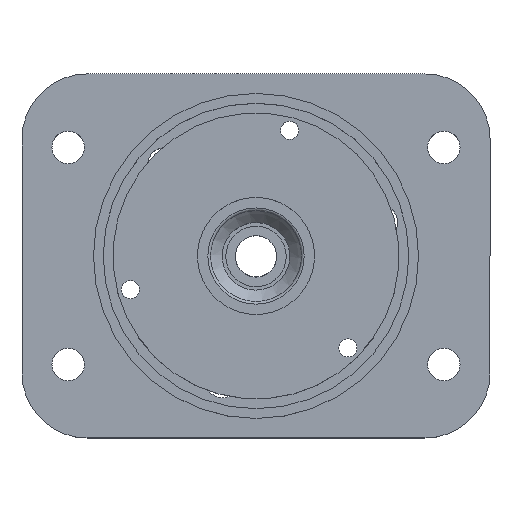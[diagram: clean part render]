
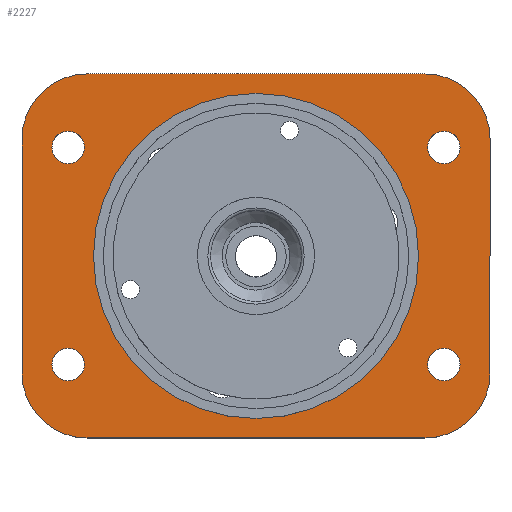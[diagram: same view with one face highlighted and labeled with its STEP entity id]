
A CAD part, top view. The second image highlights one B-rep face of the part: STEP entity #2227.
In plain terms, the highlighted planar face has unit normal (0, 0, 1).
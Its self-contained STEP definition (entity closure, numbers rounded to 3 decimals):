
#69 = FACE_BOUND ( 'NONE', #3848, .T. ) ;
#151 = ORIENTED_EDGE ( 'NONE', *, *, #4194, .T. ) ;
#172 = CARTESIAN_POINT ( 'NONE',  ( 13., -14., 11.7 ) ) ;
#197 = AXIS2_PLACEMENT_3D ( 'NONE', #293, #3827, #794 ) ;
#283 = CARTESIAN_POINT ( 'NONE',  ( 14.45, -8.35, 11.7 ) ) ;
#284 = CARTESIAN_POINT ( 'NONE',  ( 18., -9., 11.7 ) ) ;
#293 = CARTESIAN_POINT ( 'NONE',  ( -14.45, -8.35, 11.7 ) ) ;
#316 = DIRECTION ( 'NONE',  ( 0., 0., 1. ) ) ;
#346 = LINE ( 'NONE', #2103, #3069 ) ;
#387 = CARTESIAN_POINT ( 'NONE',  ( 13., 14., 11.7 ) ) ;
#411 = ORIENTED_EDGE ( 'NONE', *, *, #778, .F. ) ;
#422 = ORIENTED_EDGE ( 'NONE', *, *, #4622, .T. ) ;
#435 = DIRECTION ( 'NONE',  ( 0., 0., 1. ) ) ;
#463 = VERTEX_POINT ( 'NONE', #1981 ) ;
#494 = AXIS2_PLACEMENT_3D ( 'NONE', #3470, #435, #3974 ) ;
#604 = DIRECTION ( 'NONE',  ( 0., -1., 0. ) ) ;
#747 = CARTESIAN_POINT ( 'NONE',  ( -13.2, -8.35, 11.7 ) ) ;
#778 = EDGE_CURVE ( 'NONE', #6507, #6507, #3766, .T. ) ;
#783 = DIRECTION ( 'NONE',  ( 1., 0., 0. ) ) ;
#794 = DIRECTION ( 'NONE',  ( 1., 0., 0. ) ) ;
#835 = EDGE_LOOP ( 'NONE', ( #1557 ) ) ;
#914 = FACE_OUTER_BOUND ( 'NONE', #3287, .T. ) ;
#983 = CIRCLE ( 'NONE', #3361, 5. ) ;
#1003 = DIRECTION ( 'NONE',  ( 0., 0., 1. ) ) ;
#1068 = ORIENTED_EDGE ( 'NONE', *, *, #5750, .F. ) ;
#1091 = FACE_BOUND ( 'NONE', #4373, .T. ) ;
#1123 = AXIS2_PLACEMENT_3D ( 'NONE', #5920, #2901, #6420 ) ;
#1263 = CARTESIAN_POINT ( 'NONE',  ( 18., 14., 11.7 ) ) ;
#1385 = DIRECTION ( 'NONE',  ( 0., 0., 1. ) ) ;
#1423 = VERTEX_POINT ( 'NONE', #284 ) ;
#1557 = ORIENTED_EDGE ( 'NONE', *, *, #4041, .F. ) ;
#1615 = CARTESIAN_POINT ( 'NONE',  ( -18., 14., 11.7 ) ) ;
#1628 = LINE ( 'NONE', #6408, #5189 ) ;
#1631 = CARTESIAN_POINT ( 'NONE',  ( -18., 9., 11.7 ) ) ;
#1748 = CARTESIAN_POINT ( 'NONE',  ( -18., -9., 11.7 ) ) ;
#1811 = DIRECTION ( 'NONE',  ( 0., 0., 1. ) ) ;
#1835 = LINE ( 'NONE', #1615, #4338 ) ;
#1898 = CIRCLE ( 'NONE', #1123, 1.25 ) ;
#1934 = CIRCLE ( 'NONE', #4611, 5. ) ;
#1981 = CARTESIAN_POINT ( 'NONE',  ( -13., 14., 11.7 ) ) ;
#2103 = CARTESIAN_POINT ( 'NONE',  ( -18., -14., 11.7 ) ) ;
#2193 = VECTOR ( 'NONE', #2809, 1000. ) ;
#2200 = DIRECTION ( 'NONE',  ( 0., 0., 1. ) ) ;
#2227 = ADVANCED_FACE ( 'NONE', ( #3621, #1091, #69, #6454, #2295, #914 ), #4831, .T. ) ;
#2295 = FACE_BOUND ( 'NONE', #835, .T. ) ;
#2331 = VERTEX_POINT ( 'NONE', #2879 ) ;
#2346 = CIRCLE ( 'NONE', #197, 1.25 ) ;
#2374 = EDGE_CURVE ( 'NONE', #5963, #5900, #4661, .T. ) ;
#2387 = EDGE_LOOP ( 'NONE', ( #5174 ) ) ;
#2450 = EDGE_CURVE ( 'NONE', #2875, #2875, #4012, .T. ) ;
#2800 = CARTESIAN_POINT ( 'NONE',  ( 15.7, -8.35, 11.7 ) ) ;
#2809 = DIRECTION ( 'NONE',  ( 0., 1., 0. ) ) ;
#2875 = VERTEX_POINT ( 'NONE', #5245 ) ;
#2879 = CARTESIAN_POINT ( 'NONE',  ( -13., -14., 11.7 ) ) ;
#2901 = DIRECTION ( 'NONE',  ( 0., 0., 1. ) ) ;
#2902 = CARTESIAN_POINT ( 'NONE',  ( -13., 9., 11.7 ) ) ;
#3010 = AXIS2_PLACEMENT_3D ( 'NONE', #4224, #1811, #5322 ) ;
#3069 = VECTOR ( 'NONE', #5617, 1000. ) ;
#3127 = VERTEX_POINT ( 'NONE', #747 ) ;
#3287 = EDGE_LOOP ( 'NONE', ( #422, #6191, #4918, #3365, #5312, #4439, #151, #6453 ) ) ;
#3352 = CARTESIAN_POINT ( 'NONE',  ( -13., -9., 11.7 ) ) ;
#3361 = AXIS2_PLACEMENT_3D ( 'NONE', #5202, #2200, #5706 ) ;
#3365 = ORIENTED_EDGE ( 'NONE', *, *, #6182, .T. ) ;
#3401 = DIRECTION ( 'NONE',  ( 1., 0., 0. ) ) ;
#3470 = CARTESIAN_POINT ( 'NONE',  ( 0., 0., 11.7 ) ) ;
#3621 = FACE_BOUND ( 'NONE', #3687, .T. ) ;
#3676 = CARTESIAN_POINT ( 'NONE',  ( 15.7, 8.35, 11.7 ) ) ;
#3687 = EDGE_LOOP ( 'NONE', ( #3929 ) ) ;
#3711 = EDGE_CURVE ( 'NONE', #6380, #3881, #1835, .T. ) ;
#3766 = CIRCLE ( 'NONE', #4768, 1.25 ) ;
#3816 = DIRECTION ( 'NONE',  ( 0., 0., 1. ) ) ;
#3827 = DIRECTION ( 'NONE',  ( 0., 0., 1. ) ) ;
#3848 = EDGE_LOOP ( 'NONE', ( #1068 ) ) ;
#3853 = DIRECTION ( 'NONE',  ( 1., 0., 0. ) ) ;
#3881 = VERTEX_POINT ( 'NONE', #1748 ) ;
#3929 = ORIENTED_EDGE ( 'NONE', *, *, #2450, .F. ) ;
#3974 = DIRECTION ( 'NONE',  ( 1., 0., 0. ) ) ;
#4012 = CIRCLE ( 'NONE', #494, 12.5 ) ;
#4027 = CARTESIAN_POINT ( 'NONE',  ( 14.45, 8.35, 11.7 ) ) ;
#4041 = EDGE_CURVE ( 'NONE', #4625, #4625, #1898, .T. ) ;
#4194 = EDGE_CURVE ( 'NONE', #2331, #6517, #346, .T. ) ;
#4224 = CARTESIAN_POINT ( 'NONE',  ( 0., 0., 11.7 ) ) ;
#4338 = VECTOR ( 'NONE', #604, 1000. ) ;
#4373 = EDGE_LOOP ( 'NONE', ( #411 ) ) ;
#4405 = DIRECTION ( 'NONE',  ( -1., 0., 0. ) ) ;
#4413 = CARTESIAN_POINT ( 'NONE',  ( 13., 9., 11.7 ) ) ;
#4439 = ORIENTED_EDGE ( 'NONE', *, *, #4969, .T. ) ;
#4489 = CARTESIAN_POINT ( 'NONE',  ( 18., 9., 11.7 ) ) ;
#4546 = DIRECTION ( 'NONE',  ( 1., 0., 0. ) ) ;
#4611 = AXIS2_PLACEMENT_3D ( 'NONE', #3352, #316, #3853 ) ;
#4622 = EDGE_CURVE ( 'NONE', #1423, #5963, #6208, .T. ) ;
#4625 = VERTEX_POINT ( 'NONE', #5794 ) ;
#4661 = CIRCLE ( 'NONE', #5041, 5. ) ;
#4665 = EDGE_CURVE ( 'NONE', #3127, #3127, #2346, .T. ) ;
#4768 = AXIS2_PLACEMENT_3D ( 'NONE', #4027, #1003, #4546 ) ;
#4831 = PLANE ( 'NONE',  #3010 ) ;
#4852 = AXIS2_PLACEMENT_3D ( 'NONE', #283, #3816, #783 ) ;
#4918 = ORIENTED_EDGE ( 'NONE', *, *, #5072, .T. ) ;
#4927 = DIRECTION ( 'NONE',  ( 1., 0., 0. ) ) ;
#4969 = EDGE_CURVE ( 'NONE', #3881, #2331, #1934, .T. ) ;
#5041 = AXIS2_PLACEMENT_3D ( 'NONE', #4413, #1385, #4927 ) ;
#5072 = EDGE_CURVE ( 'NONE', #5900, #463, #1628, .T. ) ;
#5174 = ORIENTED_EDGE ( 'NONE', *, *, #4665, .F. ) ;
#5189 = VECTOR ( 'NONE', #4405, 1000. ) ;
#5202 = CARTESIAN_POINT ( 'NONE',  ( 13., -9., 11.7 ) ) ;
#5245 = CARTESIAN_POINT ( 'NONE',  ( 12.5, 0., 11.7 ) ) ;
#5312 = ORIENTED_EDGE ( 'NONE', *, *, #3711, .T. ) ;
#5322 = DIRECTION ( 'NONE',  ( 1., 0., 0. ) ) ;
#5468 = VERTEX_POINT ( 'NONE', #2800 ) ;
#5572 = CIRCLE ( 'NONE', #6086, 5. ) ;
#5617 = DIRECTION ( 'NONE',  ( 1., 0., 0. ) ) ;
#5706 = DIRECTION ( 'NONE',  ( 1., 0., 0. ) ) ;
#5750 = EDGE_CURVE ( 'NONE', #5468, #5468, #5810, .T. ) ;
#5794 = CARTESIAN_POINT ( 'NONE',  ( -13.2, 8.35, 11.7 ) ) ;
#5810 = CIRCLE ( 'NONE', #4852, 1.25 ) ;
#5900 = VERTEX_POINT ( 'NONE', #387 ) ;
#5920 = CARTESIAN_POINT ( 'NONE',  ( -14.45, 8.35, 11.7 ) ) ;
#5963 = VERTEX_POINT ( 'NONE', #4489 ) ;
#5978 = EDGE_CURVE ( 'NONE', #6517, #1423, #983, .T. ) ;
#6086 = AXIS2_PLACEMENT_3D ( 'NONE', #2902, #6422, #3401 ) ;
#6182 = EDGE_CURVE ( 'NONE', #463, #6380, #5572, .T. ) ;
#6191 = ORIENTED_EDGE ( 'NONE', *, *, #2374, .T. ) ;
#6208 = LINE ( 'NONE', #1263, #2193 ) ;
#6380 = VERTEX_POINT ( 'NONE', #1631 ) ;
#6408 = CARTESIAN_POINT ( 'NONE',  ( -18., 14., 11.7 ) ) ;
#6420 = DIRECTION ( 'NONE',  ( 1., 0., 0. ) ) ;
#6422 = DIRECTION ( 'NONE',  ( 0., 0., 1. ) ) ;
#6453 = ORIENTED_EDGE ( 'NONE', *, *, #5978, .T. ) ;
#6454 = FACE_BOUND ( 'NONE', #2387, .T. ) ;
#6507 = VERTEX_POINT ( 'NONE', #3676 ) ;
#6517 = VERTEX_POINT ( 'NONE', #172 ) ;
